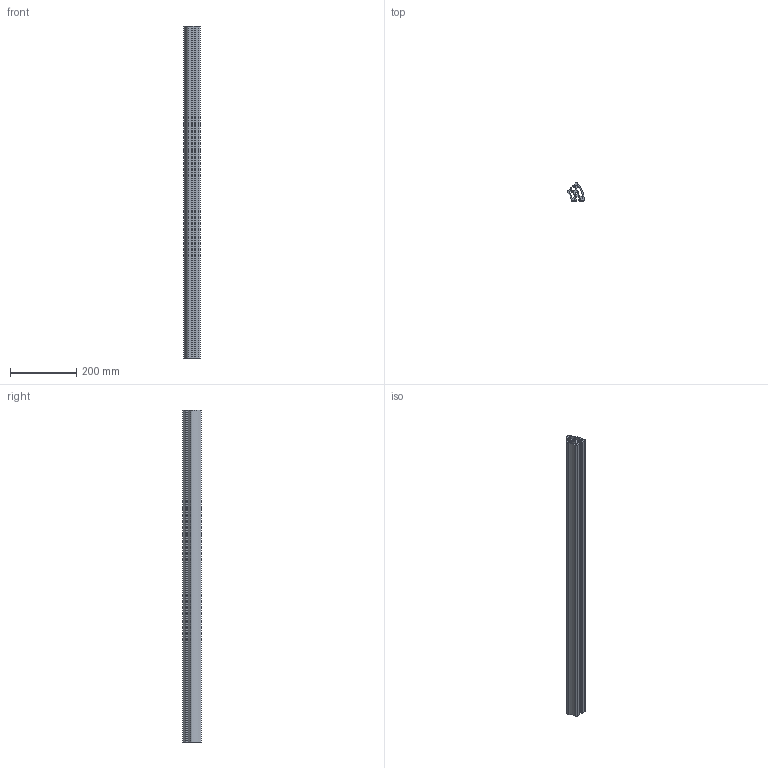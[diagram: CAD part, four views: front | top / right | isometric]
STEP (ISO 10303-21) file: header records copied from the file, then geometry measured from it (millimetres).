
FILE_DESCRIPTION(/* description */ (''),/* implementation_level */ '2;1');
FILE_NAME(/* name */ '10073_KriTec_Profil_8_R40_80_45.stp',/* time_stamp */ '2014-08-28T08:51:33+02:00',/* author */ ('kostic'),/* organization */ (''),/* preprocessor_version */ 'ST-DEVELOPER v15.2',/* originating_system */ 'Autodesk Inventor 2014',/* authorisation */ '');
FILE_SCHEMA (('AUTOMOTIVE_DESIGN { 1 0 10303 214 3 1 1 }'));
Length unit declared in the file: millimetre
Products named in the file (1): 10073_KriTec_Profil_8_R40_80-45°
Bounding box: 50.08 x 54.84 x 1000 mm (x, y, z)
Volume: 1030419.4 mm3; surface area: 426633.9 mm2
Topology: 1 solids, 1 shells, 61 faces, 177 edges, 118 vertices
Faces by surface type: cylinder 43, plane 18
Full cylindrical faces by diameter (mm): 6.8 x1
Entity records: 2085 total; most frequent: DIRECTION 386, CARTESIAN_POINT 356, ORIENTED_EDGE 352, EDGE_CURVE 176, AXIS2_PLACEMENT_3D 148, VERTEX_POINT 118, LINE 90, VECTOR 90
